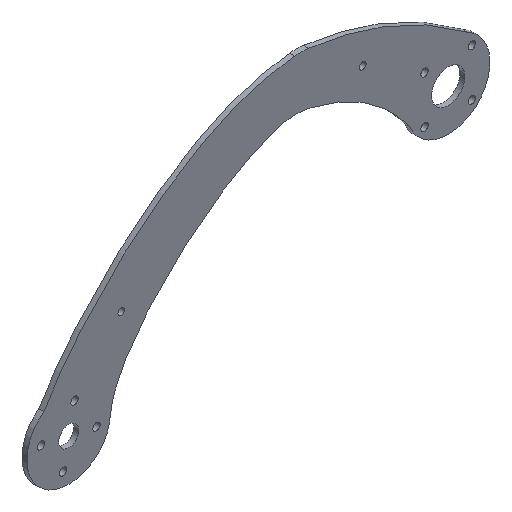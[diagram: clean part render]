
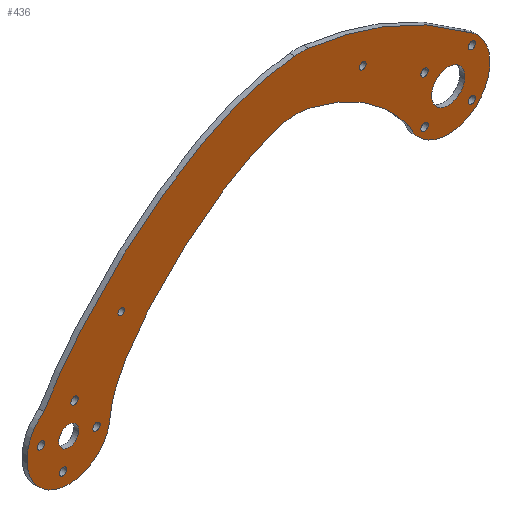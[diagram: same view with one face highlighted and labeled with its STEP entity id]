
A CAD part, isometric view. The second image highlights one B-rep face of the part: STEP entity #436.
In plain terms, the highlighted planar face has unit normal (0, -1, 0).
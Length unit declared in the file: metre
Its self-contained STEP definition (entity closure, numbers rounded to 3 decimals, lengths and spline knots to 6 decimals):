
#27=FACE_BOUND('',#131,.T.);
#28=FACE_BOUND('',#132,.T.);
#29=FACE_BOUND('',#133,.T.);
#30=FACE_BOUND('',#134,.T.);
#31=FACE_BOUND('',#135,.T.);
#32=FACE_BOUND('',#136,.T.);
#33=FACE_BOUND('',#137,.T.);
#34=FACE_BOUND('',#138,.T.);
#35=FACE_BOUND('',#139,.T.);
#36=FACE_BOUND('',#140,.T.);
#37=FACE_BOUND('',#141,.T.);
#38=FACE_BOUND('',#142,.T.);
#40=PLANE('',#486);
#41=CIRCLE('',#466,0.0125);
#43=CIRCLE('',#469,0.0125);
#59=CIRCLE('',#487,0.02);
#60=CIRCLE('',#488,0.02);
#61=CIRCLE('',#489,0.001);
#62=CIRCLE('',#490,0.001);
#63=CIRCLE('',#491,0.00109);
#64=CIRCLE('',#492,0.00109);
#65=CIRCLE('',#493,0.00109);
#66=CIRCLE('',#494,0.00109);
#67=CIRCLE('',#495,0.00109);
#68=CIRCLE('',#496,0.00109);
#69=CIRCLE('',#497,0.00109);
#70=CIRCLE('',#498,0.003);
#71=CIRCLE('',#499,0.00109);
#72=CIRCLE('',#500,0.005);
#96=FACE_OUTER_BOUND('',#130,.T.);
#130=EDGE_LOOP('',(#349,#350,#351,#352,#353,#354,#355,#356));
#131=EDGE_LOOP('',(#357));
#132=EDGE_LOOP('',(#358));
#133=EDGE_LOOP('',(#359));
#134=EDGE_LOOP('',(#360));
#135=EDGE_LOOP('',(#361));
#136=EDGE_LOOP('',(#362));
#137=EDGE_LOOP('',(#363));
#138=EDGE_LOOP('',(#364));
#139=EDGE_LOOP('',(#365));
#140=EDGE_LOOP('',(#366));
#141=EDGE_LOOP('',(#367));
#142=EDGE_LOOP('',(#368));
#197=B_SPLINE_CURVE_WITH_KNOTS('',3,(#648,#649,#650,#651),.UNSPECIFIED.,
 .F.,.F.,(4,4),(0.024946,1.),.UNSPECIFIED.);
#200=B_SPLINE_CURVE_WITH_KNOTS('',3,(#677,#678,#679,#680),.UNSPECIFIED.,
 .F.,.F.,(4,4),(0.,0.963726),.UNSPECIFIED.);
#201=B_SPLINE_CURVE_WITH_KNOTS('',3,(#697,#698,#699,#700),.UNSPECIFIED.,
 .F.,.F.,(4,4),(0.084766,1.),.UNSPECIFIED.);
#204=B_SPLINE_CURVE_WITH_KNOTS('',3,(#724,#725,#726,#727),.UNSPECIFIED.,
 .F.,.F.,(4,4),(0.125558,1.),.UNSPECIFIED.);
#205=VERTEX_POINT('',#646);
#206=VERTEX_POINT('',#647);
#211=VERTEX_POINT('',#674);
#212=VERTEX_POINT('',#676);
#213=VERTEX_POINT('',#683);
#215=VERTEX_POINT('',#696);
#219=VERTEX_POINT('',#721);
#220=VERTEX_POINT('',#723);
#233=VERTEX_POINT('',#762);
#234=VERTEX_POINT('',#764);
#235=VERTEX_POINT('',#766);
#236=VERTEX_POINT('',#768);
#237=VERTEX_POINT('',#770);
#238=VERTEX_POINT('',#772);
#239=VERTEX_POINT('',#774);
#240=VERTEX_POINT('',#776);
#241=VERTEX_POINT('',#778);
#242=VERTEX_POINT('',#780);
#243=VERTEX_POINT('',#782);
#244=VERTEX_POINT('',#784);
#245=EDGE_CURVE('',#205,#206,#197,.T.);
#251=EDGE_CURVE('',#212,#211,#200,.T.);
#253=EDGE_CURVE('',#212,#213,#41,.T.);
#256=EDGE_CURVE('',#215,#213,#201,.T.);
#261=EDGE_CURVE('',#219,#220,#204,.T.);
#263=EDGE_CURVE('',#220,#206,#43,.T.);
#279=EDGE_CURVE('',#211,#205,#59,.F.);
#280=EDGE_CURVE('',#219,#215,#60,.T.);
#281=EDGE_CURVE('',#233,#233,#61,.T.);
#282=EDGE_CURVE('',#234,#234,#62,.T.);
#283=EDGE_CURVE('',#235,#235,#63,.T.);
#284=EDGE_CURVE('',#236,#236,#64,.T.);
#285=EDGE_CURVE('',#237,#237,#65,.T.);
#286=EDGE_CURVE('',#238,#238,#66,.T.);
#287=EDGE_CURVE('',#239,#239,#67,.T.);
#288=EDGE_CURVE('',#240,#240,#68,.T.);
#289=EDGE_CURVE('',#241,#241,#69,.T.);
#290=EDGE_CURVE('',#242,#242,#70,.T.);
#291=EDGE_CURVE('',#243,#243,#71,.T.);
#292=EDGE_CURVE('',#244,#244,#72,.T.);
#349=ORIENTED_EDGE('',*,*,#251,.T.);
#350=ORIENTED_EDGE('',*,*,#279,.T.);
#351=ORIENTED_EDGE('',*,*,#245,.T.);
#352=ORIENTED_EDGE('',*,*,#263,.F.);
#353=ORIENTED_EDGE('',*,*,#261,.F.);
#354=ORIENTED_EDGE('',*,*,#280,.T.);
#355=ORIENTED_EDGE('',*,*,#256,.T.);
#356=ORIENTED_EDGE('',*,*,#253,.F.);
#357=ORIENTED_EDGE('',*,*,#281,.T.);
#358=ORIENTED_EDGE('',*,*,#282,.T.);
#359=ORIENTED_EDGE('',*,*,#283,.T.);
#360=ORIENTED_EDGE('',*,*,#284,.T.);
#361=ORIENTED_EDGE('',*,*,#285,.T.);
#362=ORIENTED_EDGE('',*,*,#286,.T.);
#363=ORIENTED_EDGE('',*,*,#287,.T.);
#364=ORIENTED_EDGE('',*,*,#288,.T.);
#365=ORIENTED_EDGE('',*,*,#289,.T.);
#366=ORIENTED_EDGE('',*,*,#290,.T.);
#367=ORIENTED_EDGE('',*,*,#291,.T.);
#368=ORIENTED_EDGE('',*,*,#292,.T.);
#436=ADVANCED_FACE('',(#96,#27,#28,#29,#30,#31,#32,#33,#34,#35,#36,#37,
#38),#40,.F.);
#466=AXIS2_PLACEMENT_3D('',#684,#523,#524);
#469=AXIS2_PLACEMENT_3D('',#730,#533,#534);
#486=AXIS2_PLACEMENT_3D('',#759,#567,#568);
#487=AXIS2_PLACEMENT_3D('',#760,#569,#570);
#488=AXIS2_PLACEMENT_3D('',#761,#571,#572);
#489=AXIS2_PLACEMENT_3D('',#763,#573,#574);
#490=AXIS2_PLACEMENT_3D('',#765,#575,#576);
#491=AXIS2_PLACEMENT_3D('',#767,#577,#578);
#492=AXIS2_PLACEMENT_3D('',#769,#579,#580);
#493=AXIS2_PLACEMENT_3D('',#771,#581,#582);
#494=AXIS2_PLACEMENT_3D('',#773,#583,#584);
#495=AXIS2_PLACEMENT_3D('',#775,#585,#586);
#496=AXIS2_PLACEMENT_3D('',#777,#587,#588);
#497=AXIS2_PLACEMENT_3D('',#779,#589,#590);
#498=AXIS2_PLACEMENT_3D('',#781,#591,#592);
#499=AXIS2_PLACEMENT_3D('',#783,#593,#594);
#500=AXIS2_PLACEMENT_3D('',#785,#595,#596);
#523=DIRECTION('center_axis',(0.,1.,0.));
#524=DIRECTION('ref_axis',(0.,0.,1.));
#533=DIRECTION('center_axis',(0.,1.,0.));
#534=DIRECTION('ref_axis',(0.,0.,1.));
#567=DIRECTION('center_axis',(0.,1.,0.));
#568=DIRECTION('ref_axis',(0.,0.,1.));
#569=DIRECTION('center_axis',(0.,1.,0.));
#570=DIRECTION('ref_axis',(0.,0.,1.));
#571=DIRECTION('center_axis',(0.,1.,0.));
#572=DIRECTION('ref_axis',(0.,0.,1.));
#573=DIRECTION('center_axis',(0.,1.,0.));
#574=DIRECTION('ref_axis',(0.,0.,1.));
#575=DIRECTION('center_axis',(0.,1.,0.));
#576=DIRECTION('ref_axis',(0.,0.,1.));
#577=DIRECTION('center_axis',(0.,1.,0.));
#578=DIRECTION('ref_axis',(0.,0.,1.));
#579=DIRECTION('center_axis',(0.,1.,0.));
#580=DIRECTION('ref_axis',(0.,0.,1.));
#581=DIRECTION('center_axis',(0.,1.,0.));
#582=DIRECTION('ref_axis',(0.,0.,1.));
#583=DIRECTION('center_axis',(0.,1.,0.));
#584=DIRECTION('ref_axis',(0.,0.,1.));
#585=DIRECTION('center_axis',(0.,1.,0.));
#586=DIRECTION('ref_axis',(0.,0.,1.));
#587=DIRECTION('center_axis',(0.,1.,0.));
#588=DIRECTION('ref_axis',(0.,0.,1.));
#589=DIRECTION('center_axis',(0.,1.,0.));
#590=DIRECTION('ref_axis',(0.,0.,1.));
#591=DIRECTION('center_axis',(0.,1.,0.));
#592=DIRECTION('ref_axis',(0.,0.,1.));
#593=DIRECTION('center_axis',(0.,1.,0.));
#594=DIRECTION('ref_axis',(0.,0.,1.));
#595=DIRECTION('center_axis',(0.,1.,0.));
#596=DIRECTION('ref_axis',(0.,0.,1.));
#646=CARTESIAN_POINT('',(-0.046035,0.,0.0308));
#647=CARTESIAN_POINT('',(-0.120988,0.,-0.023855));
#648=CARTESIAN_POINT('Ctrl Pts',(-0.046035,0.,0.0308));
#649=CARTESIAN_POINT('Ctrl Pts',(-0.076304,0.,0.028246));
#650=CARTESIAN_POINT('Ctrl Pts',(-0.10826,0.,-0.001482));
#651=CARTESIAN_POINT('Ctrl Pts',(-0.120988,0.,-0.023855));
#674=CARTESIAN_POINT('',(-0.041727,0.,0.030697));
#676=CARTESIAN_POINT('',(0.005893,0.,0.011024));
#677=CARTESIAN_POINT('Ctrl Pts',(0.005893,0.,0.011024));
#678=CARTESIAN_POINT('Ctrl Pts',(-0.008307,0.,0.021815));
#679=CARTESIAN_POINT('Ctrl Pts',(-0.02418,0.,0.028373));
#680=CARTESIAN_POINT('Ctrl Pts',(-0.041727,0.,0.030697));
#683=CARTESIAN_POINT('',(-0.011618,0.,-0.004613));
#684=CARTESIAN_POINT('Origin',(0.,0.,0.));
#696=CARTESIAN_POINT('',(-0.041057,0.,0.014944));
#697=CARTESIAN_POINT('Ctrl Pts',(-0.041057,0.,0.014944));
#698=CARTESIAN_POINT('Ctrl Pts',(-0.028837,0.,0.012073));
#699=CARTESIAN_POINT('Ctrl Pts',(-0.019023,0.,0.005554));
#700=CARTESIAN_POINT('Ctrl Pts',(-0.011618,0.,-0.004613));
#721=CARTESIAN_POINT('',(-0.051471,0.,0.014603));
#723=CARTESIAN_POINT('',(-0.101099,0.,-0.034577));
#724=CARTESIAN_POINT('Ctrl Pts',(-0.051471,0.,0.014603));
#725=CARTESIAN_POINT('Ctrl Pts',(-0.069527,0.,0.009091));
#726=CARTESIAN_POINT('Ctrl Pts',(-0.099018,0.,-0.016578));
#727=CARTESIAN_POINT('Ctrl Pts',(-0.101099,0.,-0.034577));
#730=CARTESIAN_POINT('Origin',(-0.113582,0.,-0.033924));
#759=CARTESIAN_POINT('Origin',(0.,0.,0.));
#760=CARTESIAN_POINT('Origin',(-0.044353,0.,0.010871));
#761=CARTESIAN_POINT('Origin',(-0.045632,0.,-0.004526));
#762=CARTESIAN_POINT('',(-0.025562,0.,0.017051));
#763=CARTESIAN_POINT('Origin',(-0.025562,0.,0.018051));
#764=CARTESIAN_POINT('',(-0.09784,0.,-0.010543));
#765=CARTESIAN_POINT('Origin',(-0.09784,0.,-0.009543));
#766=CARTESIAN_POINT('',(-0.121904,0.,-0.033285));
#767=CARTESIAN_POINT('Origin',(-0.121904,0.,-0.032195));
#768=CARTESIAN_POINT('',(-0.111853,0.,-0.026692));
#769=CARTESIAN_POINT('Origin',(-0.111853,0.,-0.025602));
#770=CARTESIAN_POINT('',(-0.115312,0.,-0.043337));
#771=CARTESIAN_POINT('Origin',(-0.115312,0.,-0.042247));
#772=CARTESIAN_POINT('',(-0.10526,0.,-0.036744));
#773=CARTESIAN_POINT('Origin',(-0.10526,0.,-0.035654));
#774=CARTESIAN_POINT('',(-0.007071,0.,0.005981));
#775=CARTESIAN_POINT('Origin',(-0.007071,0.,0.007071));
#776=CARTESIAN_POINT('',(0.007071,0.,0.005981));
#777=CARTESIAN_POINT('Origin',(0.007071,0.,0.007071));
#778=CARTESIAN_POINT('',(0.007071,0.,-0.008161));
#779=CARTESIAN_POINT('Origin',(0.007071,0.,-0.007071));
#780=CARTESIAN_POINT('',(-0.113582,0.,-0.036924));
#781=CARTESIAN_POINT('Origin',(-0.113582,0.,-0.033924));
#782=CARTESIAN_POINT('',(-0.007071,0.,-0.008161));
#783=CARTESIAN_POINT('Origin',(-0.007071,0.,-0.007071));
#784=CARTESIAN_POINT('',(0.,0.,-0.005));
#785=CARTESIAN_POINT('Origin',(0.,0.,0.));
